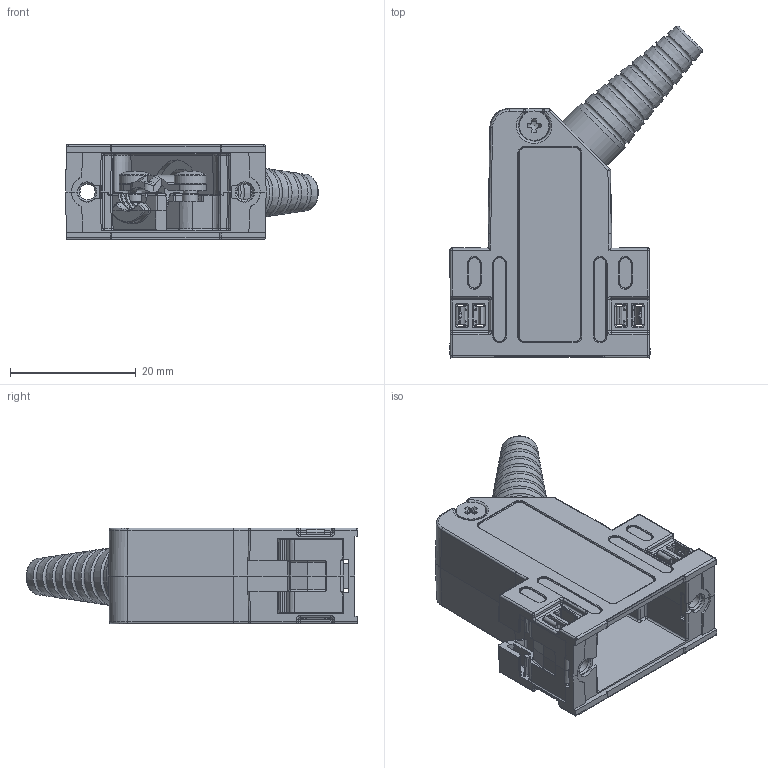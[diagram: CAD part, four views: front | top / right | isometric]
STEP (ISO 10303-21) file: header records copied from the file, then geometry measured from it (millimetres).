
FILE_DESCRIPTION(/* description */ (''),/* implementation_level */ '2;1');
FILE_NAME(/* name */ '2470951DCN001-BG_01.stp',/* time_stamp */ '2023-04-19T10:28:10+02:00',/* author */ (''),/* organization */ (''),/* preprocessor_version */ 'ST-DEVELOPER v19.3',/* originating_system */ 'SIEMENS PLM Software NX2212.3001',/* authorisation */ '');
FILE_SCHEMA (('AUTOMOTIVE_DESIGN { 1 0 10303 214 3 1 1 1 }'));
Products named in the file (10): 234072_4kantMutter_UNC_4-40-T_01; 56625W; 2170010-T_02_Kabelklemme_Gr1; 2170030-T_05_Halteblech_GR1; 217002DC0-T_04_Kabelreduzierung_GR1; 5659DC; 2170050-T_01_KT_GR1; 247092DCN-T_04_OT_PVH; 247095DCN-T_04_UT; 2470951DCN001-BG_01
Assembly tree (12 placements, depth 2):
  2470951DCN001-BG_01
    247095DCN-T_04_UT
    247092DCN-T_04_OT_PVH
    2170050-T_01_KT_GR1
    5659DC
    217002DC0-T_04_Kabelreduzierung_GR1
    2170030-T_05_Halteblech_GR1  x2
    2170010-T_02_Kabelklemme_Gr1
    56625W  x2
    234072_4kantMutter_UNC_4-40-T_01  x2
Bounding box: 40.18 x 52.75 x 15.2 mm (x, y, z)
Volume: 6584.5 mm3; surface area: 10688.5 mm2
Topology: 12 solids, 12 shells, 2393 faces, 6038 edges, 3522 vertices
Faces by surface type: cylinder 876, plane 777, bspline 302, sphere 194, cone 87, torus 87, extrusion 70
Full cylindrical faces by diameter (mm): 2.2 x2, 2.3 x1, 2.5 x5, 2.6 x2, 4.7 x1, 5 x2, 7.5 x1, 10 x1
Entity records: 73965 total; most frequent: CARTESIAN_POINT 21324, ORIENTED_EDGE 11046, DIRECTION 10900, EDGE_CURVE 5523, AXIS2_PLACEMENT_3D 4112, VERTEX_POINT 3330, VECTOR 2676, LINE 2606
